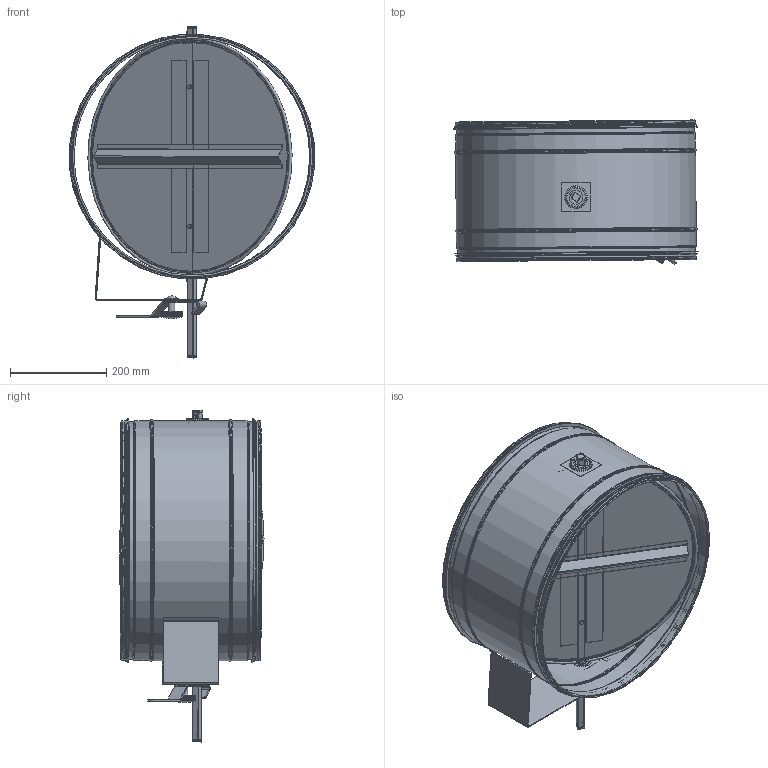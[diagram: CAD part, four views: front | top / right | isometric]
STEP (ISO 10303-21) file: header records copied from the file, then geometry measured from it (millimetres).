
FILE_DESCRIPTION((''),'2;1');
FILE_NAME('HISC-500.stp','2014-02-20T07:58:02',(''),(''),'Autodesk Inventor 2013','Autodesk Inventor 2013','');
FILE_SCHEMA(('AUTOMOTIVE_DESIGN { 1 2 10303 214 0 1 1 1 }'));
Length unit declared in the file: millimetre
Products named in the file (18): HISC-500; HISochHISC_Rör-10; Spjällhylla-500; Vagnsbult-M8x20; RattLåsvred; 999256; HandtagSpjäll; 999272_Ø680; Lagerbuss; 143067; 116040; 999010; G-list-500; Stödprofil-450; Ändavslut; 90242___8_13-mattssons; Täckbricka; Cellgummi_40x26x2
Assembly tree (26 placements, depth 2):
  HISC-500
    HISochHISC_Rör-10
    Spjällhylla-500
    Vagnsbult-M8x20
    RattLåsvred
    999256  x2
    HandtagSpjäll
    999272_Ø680
    Lagerbuss  x2
    143067
    116040
    999010  x2
    G-list-500
    Stödprofil-450
    Ändavslut  x2
    90242___8_13-mattssons  x4
    Täckbricka  x2
    Cellgummi_40x26x2  x2
Bounding box: 509.82 x 299.42 x 690.02 mm (x, y, z)
Volume: 810697.3 mm3; surface area: 1953251.5 mm2
Topology: 27 solids, 28 shells, 1145 faces, 2900 edges, 1842 vertices
Faces by surface type: plane 704, cylinder 167, torus 147, cone 116, sphere 11
Full cylindrical faces by diameter (mm): 3.291 x28, 4.2 x24, 6.8 x1, 8 x1, 8.8 x4, 10 x3, 14 x1, 21 x1, 26 x2, 28 x4, 29 x2, 30 x2, 38 x2, 40 x2, 476.191 x2, 480 x1, 485 x1, 492.35 x1, 492.51 x1, 493.35 x1, 493.51 x1, 495.15 x2, 497.75 x11, 498.75 x5, 504.15 x2, 509.15 x2
Entity records: 29312 total; most frequent: CARTESIAN_POINT 6607, DIRECTION 4750, ORIENTED_EDGE 4414, EDGE_CURVE 2207, AXIS2_PLACEMENT_3D 1831, VERTEX_POINT 1484, VECTOR 1088, LINE 1088
